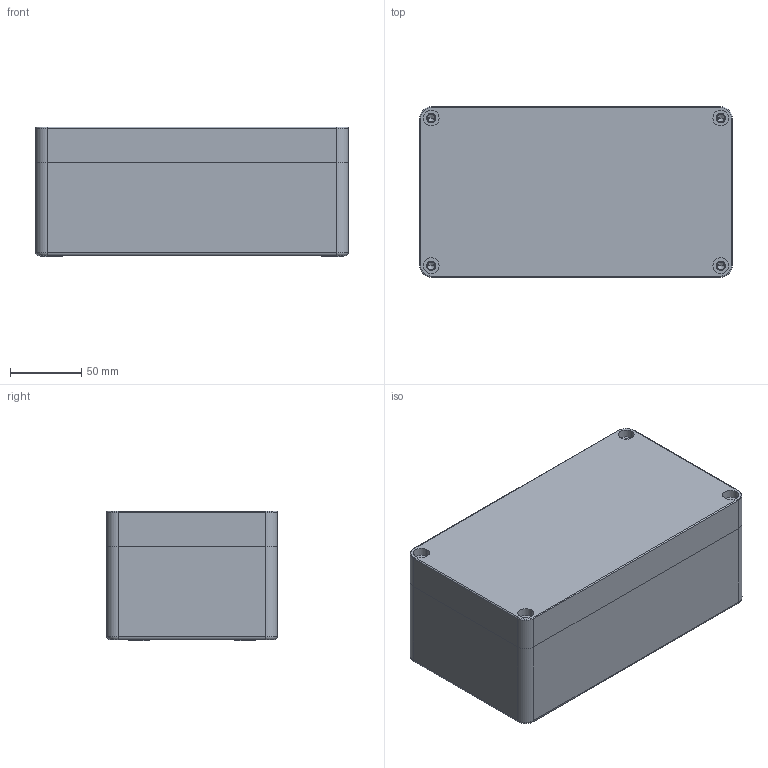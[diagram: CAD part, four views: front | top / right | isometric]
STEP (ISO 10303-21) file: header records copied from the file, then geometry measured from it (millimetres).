
FILE_DESCRIPTION((''),'2;1');
FILE_NAME('MGRP122209_ASM','2018-06-07T',('kjell_andersson'),(''),'CREO PARAMETRIC BY PTC INC, 2015290','CREO PARAMETRIC BY PTC INC, 2015290','');
FILE_SCHEMA(('AUTOMOTIVE_DESIGN { 1 0 10303 214 1 1 1 1 }'));
Length unit declared in the file: millimetre
Products named in the file (3): MGRP122207B; MGRP122203L; MGRP122209_ASM
Assembly tree (2 placements, depth 2):
  MGRP122209_ASM
    MGRP122207B
    MGRP122203L
Bounding box: 220 x 120 x 91.5 mm (x, y, z)
Volume: 605615.4 mm3; surface area: 231293.2 mm2
Topology: 2 solids, 2 shells, 300 faces, 756 edges, 466 vertices
Faces by surface type: cylinder 140, plane 108, cone 32, torus 20
Entity records: 13585 total; most frequent: DIRECTION 1658, CARTESIAN_POINT 1514, ORIENTED_EDGE 1472, PRESENTATION_STYLE_ASSIGNMENT 738, STYLED_ITEM 738, CURVE_STYLE 736, EDGE_CURVE 736, AXIS2_PLACEMENT_3D 617
